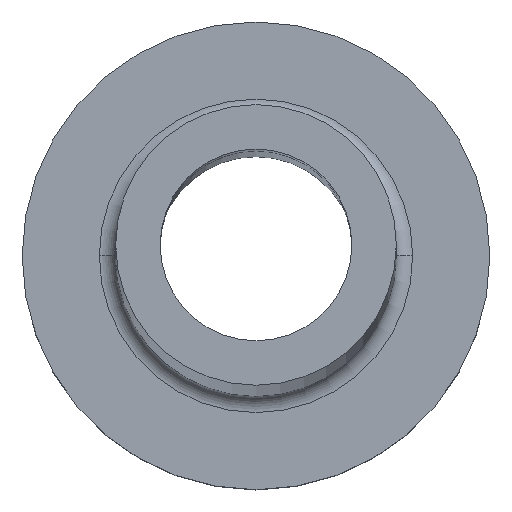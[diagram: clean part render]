
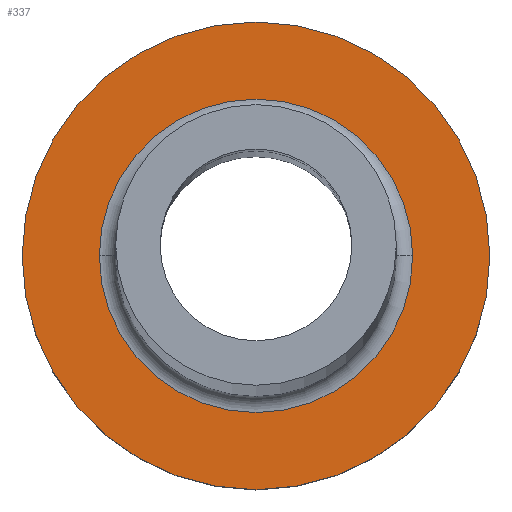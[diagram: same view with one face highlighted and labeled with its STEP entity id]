
A CAD part, top view. The second image highlights one B-rep face of the part: STEP entity #337.
In plain terms, the highlighted planar face has unit normal (0, 0, 1).
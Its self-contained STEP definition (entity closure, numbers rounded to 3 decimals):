
#15 = ORIENTED_EDGE ( 'NONE', *, *, #130, .T. ) ;
#28 = DIRECTION ( 'NONE',  ( 1., 0., 0. ) ) ;
#34 = PLANE ( 'NONE',  #271 ) ;
#60 = DIRECTION ( 'NONE',  ( 0., 0., -1. ) ) ;
#70 = CARTESIAN_POINT ( 'NONE',  ( 6.7, 0., 7. ) ) ;
#80 = EDGE_CURVE ( 'NONE', #170, #148, #287, .T. ) ;
#90 = AXIS2_PLACEMENT_3D ( 'NONE', #380, #345, #28 ) ;
#95 = DIRECTION ( 'NONE',  ( 1., 0., 0. ) ) ;
#104 = ORIENTED_EDGE ( 'NONE', *, *, #80, .T. ) ;
#105 = DIRECTION ( 'NONE',  ( 1., 0., 0. ) ) ;
#113 = AXIS2_PLACEMENT_3D ( 'NONE', #275, #60, #105 ) ;
#125 = DIRECTION ( 'NONE',  ( 1., 0., 0. ) ) ;
#130 = EDGE_CURVE ( 'NONE', #148, #170, #173, .T. ) ;
#135 = AXIS2_PLACEMENT_3D ( 'NONE', #232, #199, #193 ) ;
#142 = VERTEX_POINT ( 'NONE', #444 ) ;
#148 = VERTEX_POINT ( 'NONE', #270 ) ;
#153 = CIRCLE ( 'NONE', #113, 6.7 ) ;
#160 = DIRECTION ( 'NONE',  ( 0., 0., 1. ) ) ;
#161 = CIRCLE ( 'NONE', #90, 6.7 ) ;
#164 = EDGE_CURVE ( 'NONE', #142, #368, #161, .T. ) ;
#170 = VERTEX_POINT ( 'NONE', #413 ) ;
#173 = CIRCLE ( 'NONE', #392, 10. ) ;
#177 = EDGE_LOOP ( 'NONE', ( #218, #320 ) ) ;
#193 = DIRECTION ( 'NONE',  ( 1., 0., 0. ) ) ;
#199 = DIRECTION ( 'NONE',  ( 0., 0., 1. ) ) ;
#207 = FACE_BOUND ( 'NONE', #177, .T. ) ;
#218 = ORIENTED_EDGE ( 'NONE', *, *, #329, .T. ) ;
#232 = CARTESIAN_POINT ( 'NONE',  ( 0., 0., 7. ) ) ;
#249 = DIRECTION ( 'NONE',  ( 0., 0., 1. ) ) ;
#250 = EDGE_LOOP ( 'NONE', ( #15, #104 ) ) ;
#265 = CARTESIAN_POINT ( 'NONE',  ( 0., 0., 7. ) ) ;
#270 = CARTESIAN_POINT ( 'NONE',  ( -10., 0., 7. ) ) ;
#271 = AXIS2_PLACEMENT_3D ( 'NONE', #421, #249, #95 ) ;
#275 = CARTESIAN_POINT ( 'NONE',  ( 0., 0., 7. ) ) ;
#287 = CIRCLE ( 'NONE', #135, 10. ) ;
#320 = ORIENTED_EDGE ( 'NONE', *, *, #164, .T. ) ;
#329 = EDGE_CURVE ( 'NONE', #368, #142, #153, .T. ) ;
#337 = ADVANCED_FACE ( 'NONE', ( #207, #358 ), #34, .T. ) ;
#345 = DIRECTION ( 'NONE',  ( 0., 0., -1. ) ) ;
#358 = FACE_OUTER_BOUND ( 'NONE', #250, .T. ) ;
#368 = VERTEX_POINT ( 'NONE', #70 ) ;
#380 = CARTESIAN_POINT ( 'NONE',  ( 0., 0., 7. ) ) ;
#392 = AXIS2_PLACEMENT_3D ( 'NONE', #265, #160, #125 ) ;
#413 = CARTESIAN_POINT ( 'NONE',  ( 10., 0., 7. ) ) ;
#421 = CARTESIAN_POINT ( 'NONE',  ( 0., 0., 7. ) ) ;
#444 = CARTESIAN_POINT ( 'NONE',  ( -6.7, 0., 7. ) ) ;
